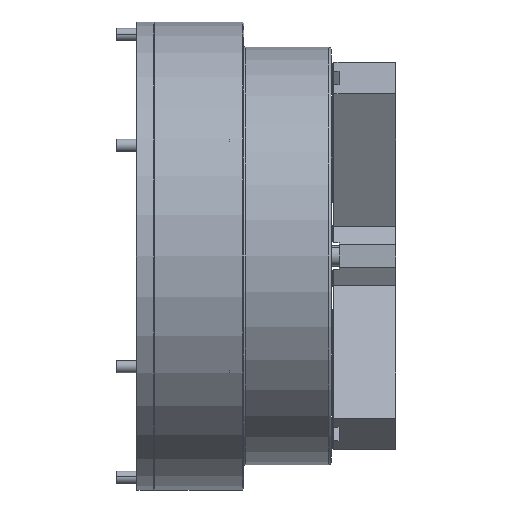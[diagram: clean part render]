
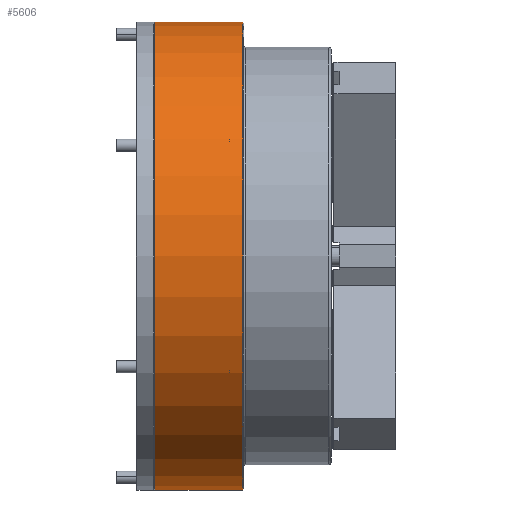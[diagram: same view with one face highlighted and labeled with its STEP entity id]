
A CAD part, front view. The second image highlights one B-rep face of the part: STEP entity #5606.
In plain terms, the highlighted cylindrical face has radius 185 mm (diameter 370 mm), a partial arc.
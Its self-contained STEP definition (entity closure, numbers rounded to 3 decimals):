
#867 = FACE_OUTER_BOUND ( 'NONE', #16331, .T. ) ;
#2715 = CARTESIAN_POINT ( 'NONE',  ( -2816.445, 0., 185. ) ) ;
#2898 = EDGE_CURVE ( 'NONE', #18591, #33931, #25973, .T. ) ;
#4228 = DIRECTION ( 'NONE',  ( -1., 0., 0. ) ) ;
#5606 = ADVANCED_FACE ( 'NONE', ( #867 ), #13337, .T. ) ;
#5713 = DIRECTION ( 'NONE',  ( -1., 0., 0. ) ) ;
#6066 = EDGE_CURVE ( 'NONE', #15735, #33931, #7074, .T. ) ;
#7074 = CIRCLE ( 'NONE', #29073, 185. ) ;
#7170 = AXIS2_PLACEMENT_3D ( 'NONE', #26452, #10547, #29155 ) ;
#7242 = CIRCLE ( 'NONE', #7170, 185. ) ;
#8195 = CARTESIAN_POINT ( 'NONE',  ( -2816.445, 0., 0. ) ) ;
#9811 = VERTEX_POINT ( 'NONE', #31723 ) ;
#10547 = DIRECTION ( 'NONE',  ( -1., 0., 0. ) ) ;
#10930 = LINE ( 'NONE', #16374, #17135 ) ;
#13337 = CYLINDRICAL_SURFACE ( 'NONE', #21494, 185. ) ;
#15735 = VERTEX_POINT ( 'NONE', #31009 ) ;
#15802 = DIRECTION ( 'NONE',  ( -1., 0., 0. ) ) ;
#16331 = EDGE_LOOP ( 'NONE', ( #28148, #16457, #28131, #27405 ) ) ;
#16374 = CARTESIAN_POINT ( 'NONE',  ( -2816.445, 0., -185. ) ) ;
#16457 = ORIENTED_EDGE ( 'NONE', *, *, #20904, .T. ) ;
#17135 = VECTOR ( 'NONE', #5713, 1000. ) ;
#18591 = VERTEX_POINT ( 'NONE', #24000 ) ;
#18904 = VECTOR ( 'NONE', #4228, 1000. ) ;
#18954 = CARTESIAN_POINT ( 'NONE',  ( -69.5, 0., 185. ) ) ;
#20904 = EDGE_CURVE ( 'NONE', #9811, #18591, #7242, .T. ) ;
#21494 = AXIS2_PLACEMENT_3D ( 'NONE', #8195, #24138, #31913 ) ;
#22228 = EDGE_CURVE ( 'NONE', #9811, #15735, #10930, .T. ) ;
#24000 = CARTESIAN_POINT ( 'NONE',  ( 0., 0., 185. ) ) ;
#24138 = DIRECTION ( 'NONE',  ( -1., 0., 0. ) ) ;
#25973 = LINE ( 'NONE', #2715, #18904 ) ;
#26452 = CARTESIAN_POINT ( 'NONE',  ( 0., 0., 0. ) ) ;
#27405 = ORIENTED_EDGE ( 'NONE', *, *, #6066, .F. ) ;
#28131 = ORIENTED_EDGE ( 'NONE', *, *, #2898, .T. ) ;
#28148 = ORIENTED_EDGE ( 'NONE', *, *, #22228, .F. ) ;
#29073 = AXIS2_PLACEMENT_3D ( 'NONE', #31757, #15802, #34413 ) ;
#29155 = DIRECTION ( 'NONE',  ( 0., 0., 1. ) ) ;
#31009 = CARTESIAN_POINT ( 'NONE',  ( -69.5, 0., -185. ) ) ;
#31723 = CARTESIAN_POINT ( 'NONE',  ( 0., 0., -185. ) ) ;
#31757 = CARTESIAN_POINT ( 'NONE',  ( -69.5, 0., 0. ) ) ;
#31913 = DIRECTION ( 'NONE',  ( 0., 0., 1. ) ) ;
#33931 = VERTEX_POINT ( 'NONE', #18954 ) ;
#34413 = DIRECTION ( 'NONE',  ( 0., 0., 1. ) ) ;
